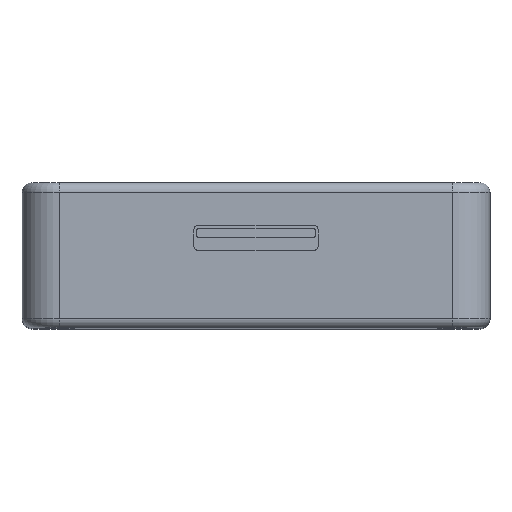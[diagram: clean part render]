
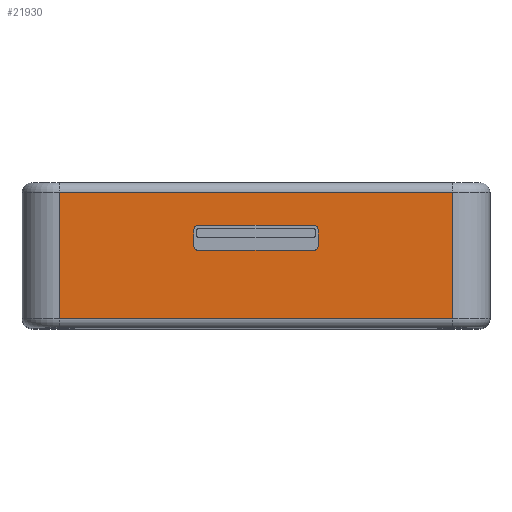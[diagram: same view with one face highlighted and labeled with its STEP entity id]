
A CAD part, top view. The second image highlights one B-rep face of the part: STEP entity #21930.
In plain terms, the highlighted planar face has unit normal (0, 0, 1).
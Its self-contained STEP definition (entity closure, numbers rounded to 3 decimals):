
#188 = DIRECTION ( 'NONE',  ( 0., 0., 1. ) ) ;
#412 = DIRECTION ( 'NONE',  ( -1., 0., 0. ) ) ;
#530 = VERTEX_POINT ( 'NONE', #19085 ) ;
#684 = DIRECTION ( 'NONE',  ( 0., 0., 1. ) ) ;
#796 = VERTEX_POINT ( 'NONE', #13956 ) ;
#831 = VERTEX_POINT ( 'NONE', #8446 ) ;
#1248 = PLANE ( 'NONE',  #5679 ) ;
#1369 = LINE ( 'NONE', #4964, #17742 ) ;
#1994 = CIRCLE ( 'NONE', #4146, 0.5 ) ;
#2129 = CARTESIAN_POINT ( 'NONE',  ( -6.136, 0.534, 31.285 ) ) ;
#2319 = EDGE_CURVE ( 'NONE', #12520, #831, #11292, .T. ) ;
#2501 = VECTOR ( 'NONE', #7441, 1000. ) ;
#2508 = LINE ( 'NONE', #16447, #18917 ) ;
#2824 = DIRECTION ( 'NONE',  ( 0., 0., -1. ) ) ;
#2917 = CARTESIAN_POINT ( 'NONE',  ( -21., 6.75, 31.285 ) ) ;
#3134 = DIRECTION ( 'NONE',  ( 0., 0., 1. ) ) ;
#3280 = CIRCLE ( 'NONE', #15153, 0.5 ) ;
#3333 = CIRCLE ( 'NONE', #13031, 0.5 ) ;
#3552 = VERTEX_POINT ( 'NONE', #11327 ) ;
#3643 = VERTEX_POINT ( 'NONE', #6783 ) ;
#3651 = CIRCLE ( 'NONE', #6134, 0.5 ) ;
#4122 = CARTESIAN_POINT ( 'NONE',  ( 6.136, 0.534, 31.285 ) ) ;
#4146 = AXIS2_PLACEMENT_3D ( 'NONE', #17106, #3134, #16991 ) ;
#4352 = ORIENTED_EDGE ( 'NONE', *, *, #20176, .F. ) ;
#4563 = ORIENTED_EDGE ( 'NONE', *, *, #7245, .F. ) ;
#4645 = VERTEX_POINT ( 'NONE', #4122 ) ;
#4715 = EDGE_CURVE ( 'NONE', #3643, #530, #7585, .T. ) ;
#4964 = CARTESIAN_POINT ( 'NONE',  ( -6.136, 0.534, 31.285 ) ) ;
#5245 = ORIENTED_EDGE ( 'NONE', *, *, #14336, .F. ) ;
#5387 = EDGE_CURVE ( 'NONE', #16472, #796, #11748, .T. ) ;
#5644 = CARTESIAN_POINT ( 'NONE',  ( 21., 6.75, 31.285 ) ) ;
#5679 = AXIS2_PLACEMENT_3D ( 'NONE', #11386, #2824, #9685 ) ;
#6134 = AXIS2_PLACEMENT_3D ( 'NONE', #8946, #188, #412 ) ;
#6257 = EDGE_CURVE ( 'NONE', #8912, #11312, #12705, .T. ) ;
#6612 = DIRECTION ( 'NONE',  ( -1., 0., 0. ) ) ;
#6783 = CARTESIAN_POINT ( 'NONE',  ( -6.636, 2.725, 31.285 ) ) ;
#7092 = FACE_BOUND ( 'NONE', #10650, .T. ) ;
#7245 = EDGE_CURVE ( 'NONE', #10030, #4645, #1369, .T. ) ;
#7441 = DIRECTION ( 'NONE',  ( 0., -1., 0. ) ) ;
#7585 = LINE ( 'NONE', #14473, #15838 ) ;
#7755 = CARTESIAN_POINT ( 'NONE',  ( 6.636, 1.034, 31.285 ) ) ;
#8028 = ORIENTED_EDGE ( 'NONE', *, *, #2319, .F. ) ;
#8446 = CARTESIAN_POINT ( 'NONE',  ( 21., -6.75, 31.285 ) ) ;
#8912 = VERTEX_POINT ( 'NONE', #13508 ) ;
#8946 = CARTESIAN_POINT ( 'NONE',  ( 6.136, 2.725, 31.285 ) ) ;
#9454 = DIRECTION ( 'NONE',  ( 1., 0., 0. ) ) ;
#9657 = CARTESIAN_POINT ( 'NONE',  ( -21., -6.75, 31.285 ) ) ;
#9685 = DIRECTION ( 'NONE',  ( -1., 0., 0. ) ) ;
#10030 = VERTEX_POINT ( 'NONE', #2129 ) ;
#10228 = LINE ( 'NONE', #2917, #12354 ) ;
#10616 = LINE ( 'NONE', #19500, #15381 ) ;
#10650 = EDGE_LOOP ( 'NONE', ( #11364, #4352, #4563, #5245, #14292, #14109, #18581, #11677 ) ) ;
#10949 = EDGE_CURVE ( 'NONE', #796, #3643, #3333, .T. ) ;
#11000 = ORIENTED_EDGE ( 'NONE', *, *, #6257, .T. ) ;
#11012 = DIRECTION ( 'NONE',  ( 0., -1., 0. ) ) ;
#11292 = LINE ( 'NONE', #21307, #2501 ) ;
#11312 = VERTEX_POINT ( 'NONE', #9657 ) ;
#11327 = CARTESIAN_POINT ( 'NONE',  ( 6.636, 2.725, 31.285 ) ) ;
#11364 = ORIENTED_EDGE ( 'NONE', *, *, #15393, .F. ) ;
#11386 = CARTESIAN_POINT ( 'NONE',  ( -21., 7.75, 31.285 ) ) ;
#11462 = EDGE_CURVE ( 'NONE', #12520, #8912, #10228, .T. ) ;
#11495 = CARTESIAN_POINT ( 'NONE',  ( -6.136, 2.725, 31.285 ) ) ;
#11677 = ORIENTED_EDGE ( 'NONE', *, *, #16084, .F. ) ;
#11748 = LINE ( 'NONE', #22181, #21615 ) ;
#11963 = VECTOR ( 'NONE', #11012, 1000. ) ;
#12180 = EDGE_LOOP ( 'NONE', ( #8028, #12684, #11000, #18898 ) ) ;
#12354 = VECTOR ( 'NONE', #6612, 1000. ) ;
#12520 = VERTEX_POINT ( 'NONE', #5644 ) ;
#12684 = ORIENTED_EDGE ( 'NONE', *, *, #11462, .T. ) ;
#12705 = LINE ( 'NONE', #19569, #11963 ) ;
#12734 = VERTEX_POINT ( 'NONE', #7755 ) ;
#13031 = AXIS2_PLACEMENT_3D ( 'NONE', #11495, #684, #9454 ) ;
#13508 = CARTESIAN_POINT ( 'NONE',  ( -21., 6.75, 31.285 ) ) ;
#13558 = CARTESIAN_POINT ( 'NONE',  ( 6.136, 1.034, 31.285 ) ) ;
#13956 = CARTESIAN_POINT ( 'NONE',  ( -6.136, 3.225, 31.285 ) ) ;
#14109 = ORIENTED_EDGE ( 'NONE', *, *, #10949, .F. ) ;
#14292 = ORIENTED_EDGE ( 'NONE', *, *, #4715, .F. ) ;
#14336 = EDGE_CURVE ( 'NONE', #530, #10030, #1994, .T. ) ;
#14473 = CARTESIAN_POINT ( 'NONE',  ( -6.636, 2.725, 31.285 ) ) ;
#14549 = CARTESIAN_POINT ( 'NONE',  ( 6.136, 3.225, 31.285 ) ) ;
#15137 = DIRECTION ( 'NONE',  ( 0., 0., 1. ) ) ;
#15153 = AXIS2_PLACEMENT_3D ( 'NONE', #13558, #15137, #20214 ) ;
#15381 = VECTOR ( 'NONE', #19285, 1000. ) ;
#15393 = EDGE_CURVE ( 'NONE', #12734, #3552, #2508, .T. ) ;
#15767 = DIRECTION ( 'NONE',  ( -1., 0., 0. ) ) ;
#15838 = VECTOR ( 'NONE', #21344, 1000. ) ;
#16084 = EDGE_CURVE ( 'NONE', #3552, #16472, #3651, .T. ) ;
#16447 = CARTESIAN_POINT ( 'NONE',  ( 6.636, 2.725, 31.285 ) ) ;
#16472 = VERTEX_POINT ( 'NONE', #14549 ) ;
#16669 = FACE_OUTER_BOUND ( 'NONE', #12180, .T. ) ;
#16991 = DIRECTION ( 'NONE',  ( 1., 0., 0. ) ) ;
#17106 = CARTESIAN_POINT ( 'NONE',  ( -6.136, 1.034, 31.285 ) ) ;
#17742 = VECTOR ( 'NONE', #20180, 1000. ) ;
#18581 = ORIENTED_EDGE ( 'NONE', *, *, #5387, .F. ) ;
#18898 = ORIENTED_EDGE ( 'NONE', *, *, #21864, .T. ) ;
#18917 = VECTOR ( 'NONE', #19615, 1000. ) ;
#19085 = CARTESIAN_POINT ( 'NONE',  ( -6.636, 1.034, 31.285 ) ) ;
#19285 = DIRECTION ( 'NONE',  ( 1., 0., 0. ) ) ;
#19500 = CARTESIAN_POINT ( 'NONE',  ( -21., -6.75, 31.285 ) ) ;
#19569 = CARTESIAN_POINT ( 'NONE',  ( -21., 7.75, 31.285 ) ) ;
#19615 = DIRECTION ( 'NONE',  ( 0., 1., 0. ) ) ;
#20176 = EDGE_CURVE ( 'NONE', #4645, #12734, #3280, .T. ) ;
#20180 = DIRECTION ( 'NONE',  ( 1., 0., 0. ) ) ;
#20214 = DIRECTION ( 'NONE',  ( 1., 0., 0. ) ) ;
#21307 = CARTESIAN_POINT ( 'NONE',  ( 21., 7.75, 31.285 ) ) ;
#21344 = DIRECTION ( 'NONE',  ( 0., -1., 0. ) ) ;
#21615 = VECTOR ( 'NONE', #15767, 1000. ) ;
#21864 = EDGE_CURVE ( 'NONE', #11312, #831, #10616, .T. ) ;
#21930 = ADVANCED_FACE ( 'NONE', ( #7092, #16669 ), #1248, .F. ) ;
#22181 = CARTESIAN_POINT ( 'NONE',  ( -6.136, 3.225, 31.285 ) ) ;
